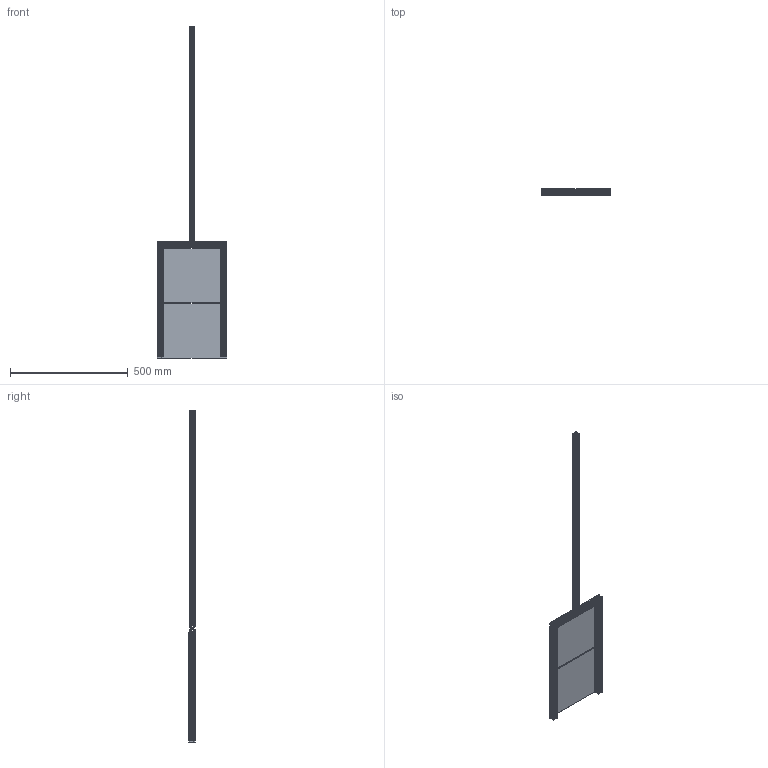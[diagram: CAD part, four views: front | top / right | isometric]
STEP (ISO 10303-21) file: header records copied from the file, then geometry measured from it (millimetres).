
FILE_DESCRIPTION(('FreeCAD Model'),'2;1');
FILE_NAME('frame_and_screens.step','2019-09-20T14:39:09',('Author'),(''), 'Open CASCADE STEP processor 7.3','FreeCAD','Unknown');
FILE_SCHEMA(('AUTOMOTIVE_DESIGN { 1 0 10303 214 1 1 1 1 }'));
Length unit declared in the file: millimetre
Products named in the file (1): Group
Bounding box: 295 x 26.5 x 1410 mm (x, y, z)
Volume: 785717.6 mm3; surface area: 672755.4 mm2
Topology: 1 solids, 1 shells, 884 faces, 2848 edges, 1928 vertices
Faces by surface type: plane 884
Entity records: 30914 total; most frequent: ORIENTED_EDGE 5696, CARTESIAN_POINT 5661, DIRECTION 4618, EDGE_CURVE 2848, LINE 2848, VECTOR 2848, VERTEX_POINT 1928, FACE_BOUND 900
